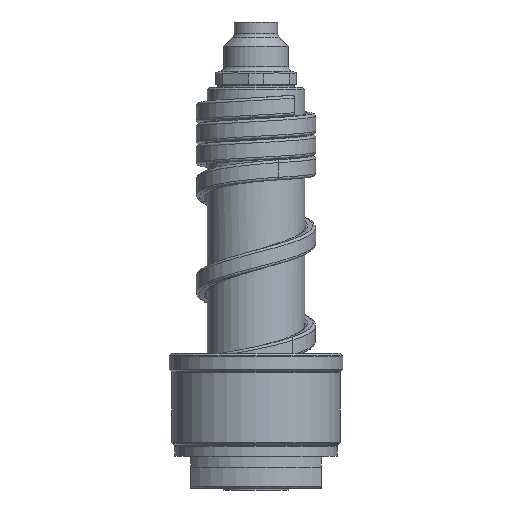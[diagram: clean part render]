
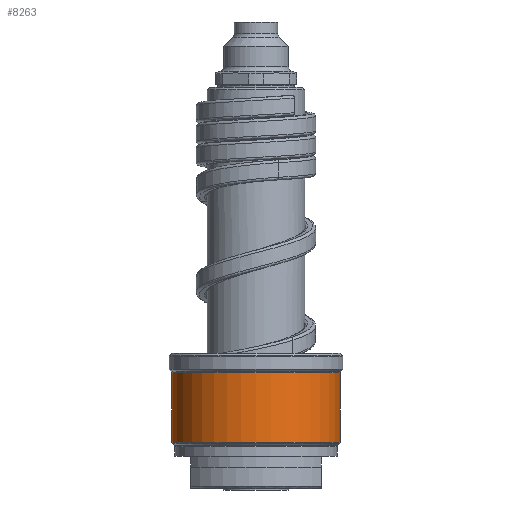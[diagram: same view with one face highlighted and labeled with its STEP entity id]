
A CAD part, front view. The second image highlights one B-rep face of the part: STEP entity #8263.
In plain terms, the highlighted cylindrical face has radius 15.5 mm (diameter 31 mm), a partial arc.
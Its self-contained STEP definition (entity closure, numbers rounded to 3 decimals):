
#1466=CARTESIAN_POINT('',(0.,0.,8.583));
#1467=DIRECTION('',(0.,0.,1.));
#1468=DIRECTION('',(-1.,0.,0.));
#1469=AXIS2_PLACEMENT_3D('',#1466,#1467,#1468);
#1471=DIRECTION('',(0.,0.,-1.));
#1472=VECTOR('',#1471,12.835);
#1473=CARTESIAN_POINT('',(-15.5,0.,21.417));
#1474=LINE('',#1473,#1472);
#1475=CARTESIAN_POINT('',(0.,0.,21.417));
#1476=DIRECTION('',(0.,0.,1.));
#1477=DIRECTION('',(-1.,0.,0.));
#1478=AXIS2_PLACEMENT_3D('',#1475,#1476,#1477);
#1480=DIRECTION('',(0.,0.,-1.));
#1481=VECTOR('',#1480,12.835);
#1482=CARTESIAN_POINT('',(15.5,0.,21.417));
#1483=LINE('',#1482,#1481);
#5861=CARTESIAN_POINT('',(15.5,0.,21.417));
#5862=CARTESIAN_POINT('',(-15.5,0.,21.417));
#5863=VERTEX_POINT('',#5861);
#5864=VERTEX_POINT('',#5862);
#5887=CARTESIAN_POINT('',(15.5,0.,8.583));
#5888=VERTEX_POINT('',#5887);
#5889=CARTESIAN_POINT('',(-15.5,0.,8.583));
#5890=VERTEX_POINT('',#5889);
#8251=CARTESIAN_POINT('',(0.,0.,7.15));
#8252=DIRECTION('',(0.,0.,1.));
#8253=DIRECTION('',(-1.,0.,0.));
#8254=AXIS2_PLACEMENT_3D('',#8251,#8252,#8253);
#8255=CYLINDRICAL_SURFACE('',#8254,15.5);
#8256=ORIENTED_EDGE('',*,*,#8223,.F.);
#8257=ORIENTED_EDGE('',*,*,#8241,.F.);
#8259=ORIENTED_EDGE('',*,*,#8258,.T.);
#8260=ORIENTED_EDGE('',*,*,#8237,.T.);
#8261=EDGE_LOOP('',(#8256,#8257,#8259,#8260));
#8262=FACE_OUTER_BOUND('',#8261,.F.);
#1470=CIRCLE('',#1469,15.5);
#1479=CIRCLE('',#1478,15.5);
#8223=EDGE_CURVE('',#5890,#5888,#1470,.T.);
#8237=EDGE_CURVE('',#5863,#5888,#1483,.T.);
#8241=EDGE_CURVE('',#5864,#5890,#1474,.T.);
#8258=EDGE_CURVE('',#5864,#5863,#1479,.T.);
#8263=ADVANCED_FACE('',(#8262),#8255,.T.);
